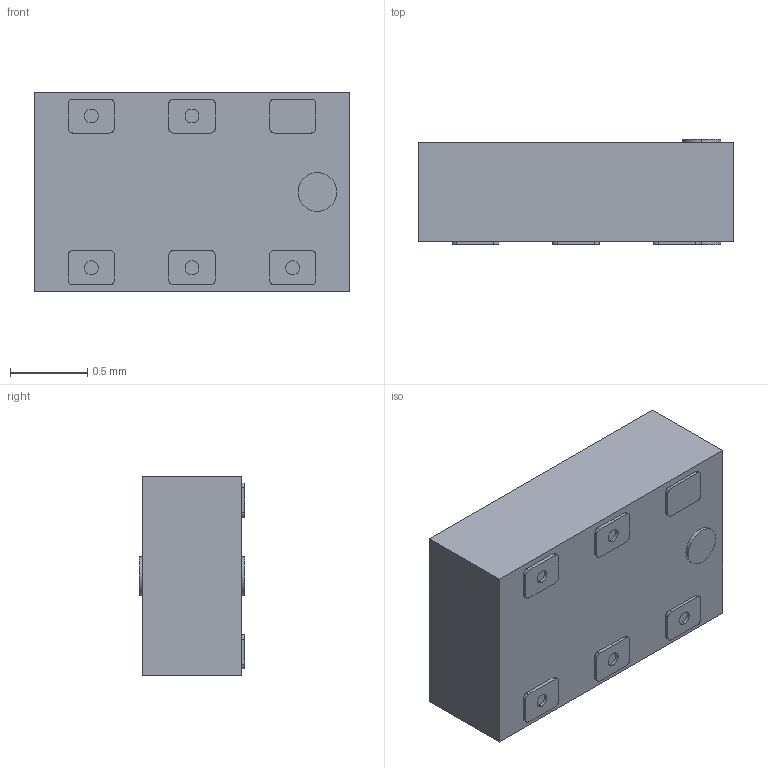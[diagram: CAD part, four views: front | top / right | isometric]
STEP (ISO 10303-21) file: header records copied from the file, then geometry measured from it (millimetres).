
FILE_DESCRIPTION (( 'STEP AP203' ), '1' );
FILE_NAME ('BD1222J50200AHF.STEP', '2025-03-25T12:38:45', ( '' ), ( '' ), 'SwSTEP 2.0', 'SolidWorks 2023', '' );
FILE_SCHEMA (( 'CONFIG_CONTROL_DESIGN' ));
Length unit declared in the file: millimetre
Products named in the file (1): BD1222J50200AHF
Bounding box: 2.04 x 0.68 x 1.29 mm (x, y, z)
Volume: 1.7 mm3; surface area: 9.7 mm2
Topology: 1 solids, 1 shells, 81 faces, 198 edges, 132 vertices
Faces by surface type: plane 43, cylinder 38
Entity records: 2485 total; most frequent: DIRECTION 438, CARTESIAN_POINT 412, ORIENTED_EDGE 396, EDGE_CURVE 198, AXIS2_PLACEMENT_3D 158, VERTEX_POINT 132, VECTOR 122, LINE 122
